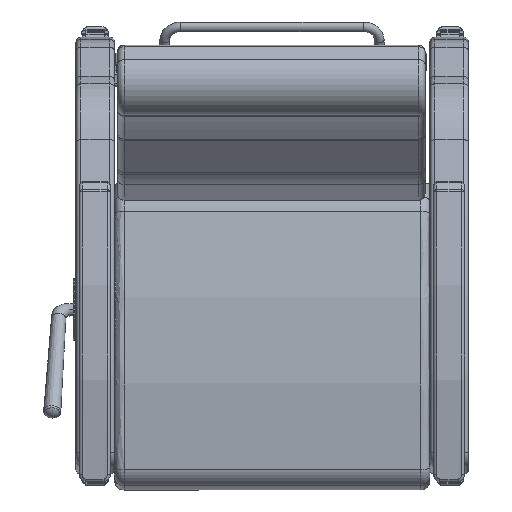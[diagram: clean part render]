
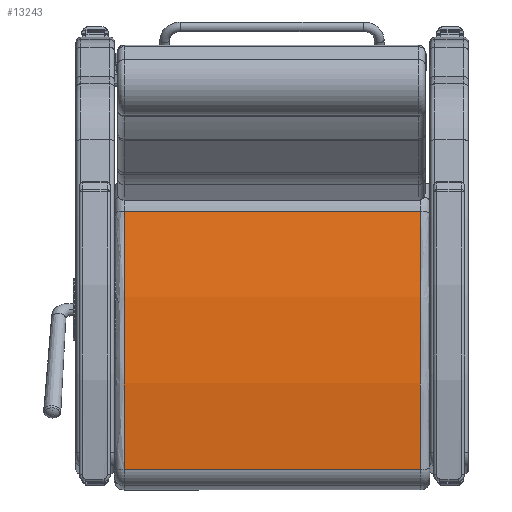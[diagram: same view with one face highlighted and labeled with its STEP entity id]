
A CAD part, front view. The second image highlights one B-rep face of the part: STEP entity #13243.
In plain terms, the highlighted free-form (B-spline) face has degree [1, 2] with [2, 3] control points.
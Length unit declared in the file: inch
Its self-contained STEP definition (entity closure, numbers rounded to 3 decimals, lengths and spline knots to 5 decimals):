
#292=(
BOUNDED_SURFACE()
B_SPLINE_SURFACE(1,2,((#21231,#21232,#21233),(#21234,#21235,#21236)),
 .UNSPECIFIED.,.F.,.F.,.F.)
B_SPLINE_SURFACE_WITH_KNOTS((2,2),(3,3),(-0.19254,0.19254),
(1.36178,1.69928),.UNSPECIFIED.)
GEOMETRIC_REPRESENTATION_ITEM()
RATIONAL_B_SPLINE_SURFACE(((1.,0.986,1.),(1.,0.986,
1.)))
REPRESENTATION_ITEM('')
SURFACE()
);
#566=ELLIPSE('',#14455,60.05357,60.);
#576=ELLIPSE('',#14483,60.05357,60.);
#1259=FACE_OUTER_BOUND('',#2149,.T.);
#2149=EDGE_LOOP('',(#9075,#9076,#9077,#9078));
#3142=LINE('',#21229,#4003);
#3143=LINE('',#21238,#4004);
#4003=VECTOR('',#16474,0.3937);
#4004=VECTOR('',#16477,0.3937);
#5769=VERTEX_POINT('',#21021);
#5770=VERTEX_POINT('',#21022);
#5795=VERTEX_POINT('',#21228);
#5796=VERTEX_POINT('',#21237);
#7013=EDGE_CURVE('',#5769,#5770,#566,.T.);
#7051=EDGE_CURVE('',#5770,#5795,#3142,.T.);
#7053=EDGE_CURVE('',#5769,#5796,#3143,.T.);
#7054=EDGE_CURVE('',#5795,#5796,#576,.T.);
#9075=ORIENTED_EDGE('',*,*,#7013,.F.);
#9076=ORIENTED_EDGE('',*,*,#7053,.T.);
#9077=ORIENTED_EDGE('',*,*,#7054,.F.);
#9078=ORIENTED_EDGE('',*,*,#7051,.F.);
#13243=ADVANCED_FACE('',(#1259),#292,.F.);
#14455=AXIS2_PLACEMENT_3D('',#21023,#16406,#16407);
#14483=AXIS2_PLACEMENT_3D('',#21239,#16478,#16479);
#16406=DIRECTION('center_axis',(0.,0.,-1.));
#16407=DIRECTION('ref_axis',(1.,0.,0.));
#16474=DIRECTION('',(0.,0.,1.));
#16477=DIRECTION('',(0.,0.,1.));
#16478=DIRECTION('center_axis',(0.,0.,1.));
#16479=DIRECTION('ref_axis',(1.,0.,0.));
#21021=CARTESIAN_POINT('',(-10.04459,1.25621,-11.5625));
#21022=CARTESIAN_POINT('',(10.1114,0.44486,-11.5625));
#21023=CARTESIAN_POINT('Origin',(-2.34979,-58.24922,-11.5625));
#21228=CARTESIAN_POINT('',(10.1114,0.44486,11.5625));
#21229=CARTESIAN_POINT('',(10.1114,0.44486,0.));
#21231=CARTESIAN_POINT('Ctrl Pts',(10.1114,0.44486,-11.5625));
#21232=CARTESIAN_POINT('Ctrl Pts',(0.10258,2.56602,-11.5625));
#21233=CARTESIAN_POINT('Ctrl Pts',(-10.04459,1.25621,-11.5625));
#21234=CARTESIAN_POINT('Ctrl Pts',(10.1114,0.44486,11.5625));
#21235=CARTESIAN_POINT('Ctrl Pts',(0.10258,2.56602,11.5625));
#21236=CARTESIAN_POINT('Ctrl Pts',(-10.04459,1.25621,11.5625));
#21237=CARTESIAN_POINT('',(-10.04459,1.25621,11.5625));
#21238=CARTESIAN_POINT('',(-10.04459,1.25621,0.));
#21239=CARTESIAN_POINT('Origin',(-2.34979,-58.24922,11.5625));
